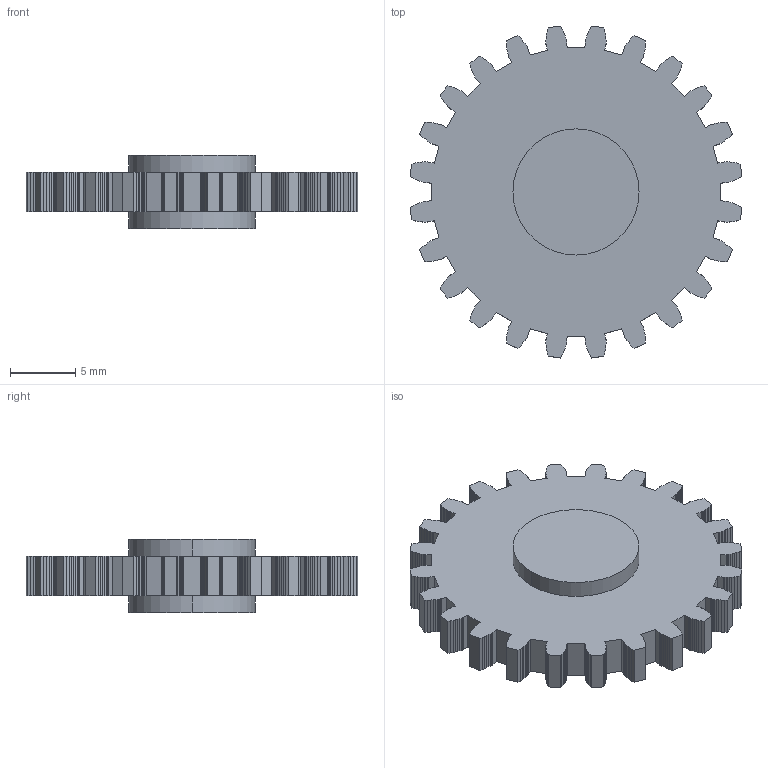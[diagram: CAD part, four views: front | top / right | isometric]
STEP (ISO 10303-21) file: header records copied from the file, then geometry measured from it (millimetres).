
FILE_DESCRIPTION (( 'STEP AP203' ), '1' );
FILE_NAME ('b3_o.STEP', '2015-02-27T23:29:53', ( '' ), ( '' ), 'SwSTEP 2.0', 'SolidWorks 2013', '' );
FILE_SCHEMA (( 'CONFIG_CONTROL_DESIGN' ));
Length unit declared in the file: millimetre
Products named in the file (1): b3_o
Bounding box: 25.39 x 25.39 x 5.6 mm (x, y, z)
Volume: 1512.4 mm3; surface area: 1380.6 mm2
Topology: 1 solids, 1 shells, 584 faces, 1740 edges, 1160 vertices
Faces by surface type: plane 580, cylinder 4
Entity records: 19269 total; most frequent: CARTESIAN_POINT 3485, ORIENTED_EDGE 3480, DIRECTION 2918, EDGE_CURVE 1740, VECTOR 1732, LINE 1732, VERTEX_POINT 1160, AXIS2_PLACEMENT_3D 593
